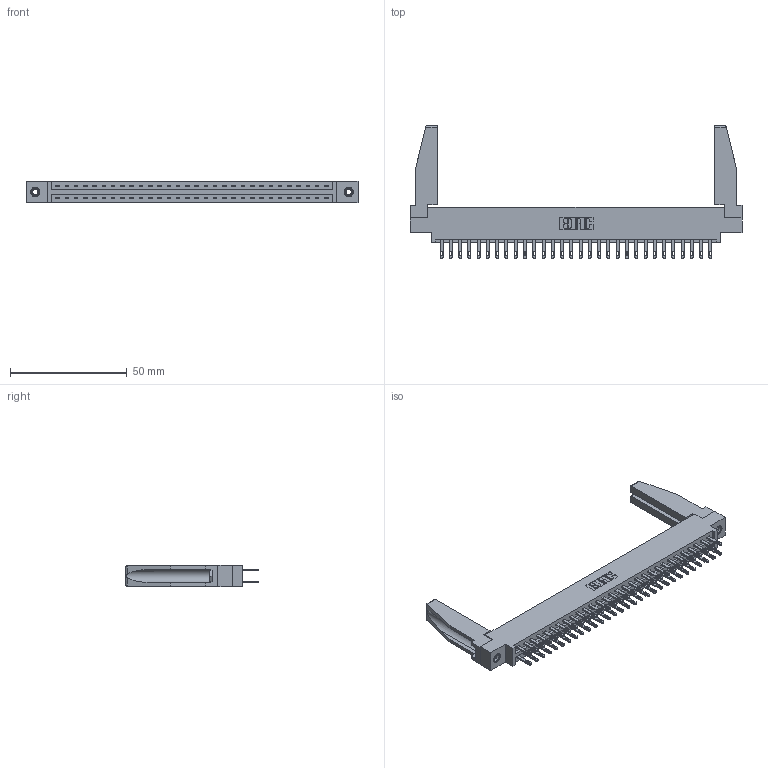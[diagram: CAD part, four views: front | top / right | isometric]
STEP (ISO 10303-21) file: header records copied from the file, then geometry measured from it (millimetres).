
FILE_DESCRIPTION (( 'STEP AP203' ), '1' );
FILE_NAME ('337-060-500-878.STEP', '2019-10-11T21:19:54', ( '' ), ( '' ), 'SwSTEP 2.0', 'SolidWorks 2016', '' );
FILE_SCHEMA (( 'CONFIG_CONTROL_DESIGN' ));
Length unit declared in the file: inch
Products named in the file (5): 345-250-001_345-250-001-102; 307-220-078; 337-060-500-878; 337 Part_0.170 Offset - 0.156 Dia-TI; 345-292-001_345-293-100
Assembly tree (65 placements, depth 2):
  337-060-500-878
    337 Part_0.170 Offset - 0.156 Dia-TI
    345-292-001_345-293-100  x60
    345-250-001_345-250-001-102  x2
    307-220-078  x2
Bounding box: 141.88 x 56.65 x 9.4 mm (x, y, z)
Volume: 18852.3 mm3; surface area: 21285.6 mm2
Topology: 65 solids, 65 shells, 3248 faces, 9833 edges, 6546 vertices
Faces by surface type: plane 2078, cylinder 1154, cone 12, torus 4
Entity records: 27314 total; most frequent: CARTESIAN_POINT 4612, ORIENTED_EDGE 4504, DIRECTION 3952, EDGE_CURVE 2252, LINE 2082, VECTOR 2082, VERTEX_POINT 1496, AXIS2_PLACEMENT_3D 935
